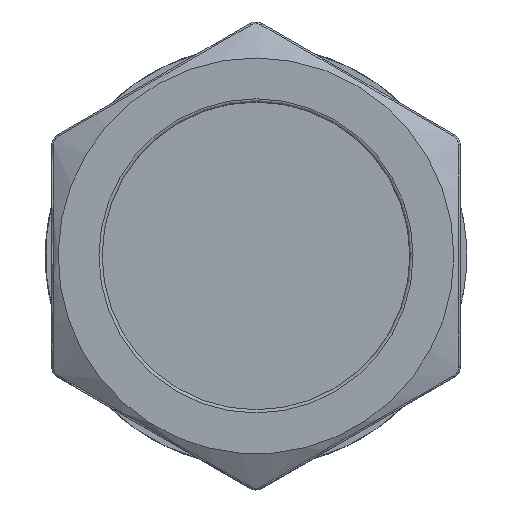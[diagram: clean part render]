
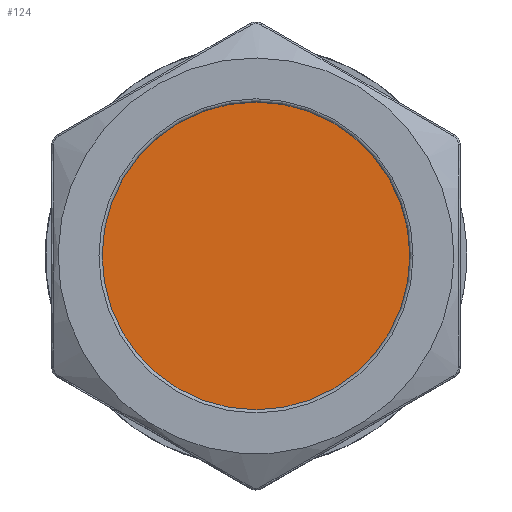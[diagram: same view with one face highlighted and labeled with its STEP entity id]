
A CAD part, top view. The second image highlights one B-rep face of the part: STEP entity #124.
In plain terms, the highlighted planar face has unit normal (0, 0, 1).
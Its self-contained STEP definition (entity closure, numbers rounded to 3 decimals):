
#124 = ADVANCED_FACE( '', ( #308 ), #309, .T. );
#308 = FACE_OUTER_BOUND( '', #768, .T. );
#309 = PLANE( '', #769 );
#768 = EDGE_LOOP( '', ( #2062 ) );
#769 = AXIS2_PLACEMENT_3D( '', #2063, #2064, #2065 );
#2062 = ORIENTED_EDGE( '', *, *, #2509, .T. );
#2063 = CARTESIAN_POINT( '', ( 0., 0., 18. ) );
#2064 = DIRECTION( '', ( 0., 0., 1. ) );
#2065 = DIRECTION( '', ( 1., 0., 0. ) );
#2509 = EDGE_CURVE( '', #2738, #2738, #2739, .T. );
#2738 = VERTEX_POINT( '', #3161 );
#2739 = CIRCLE( '', #3162, 12.05 );
#3161 = CARTESIAN_POINT( '', ( 12.05, 0., 18. ) );
#3162 = AXIS2_PLACEMENT_3D( '', #4007, #4008, #4009 );
#4007 = CARTESIAN_POINT( '', ( 0., 0., 18. ) );
#4008 = DIRECTION( '', ( 0., 0., 1. ) );
#4009 = DIRECTION( '', ( 1., 0., 0. ) );
